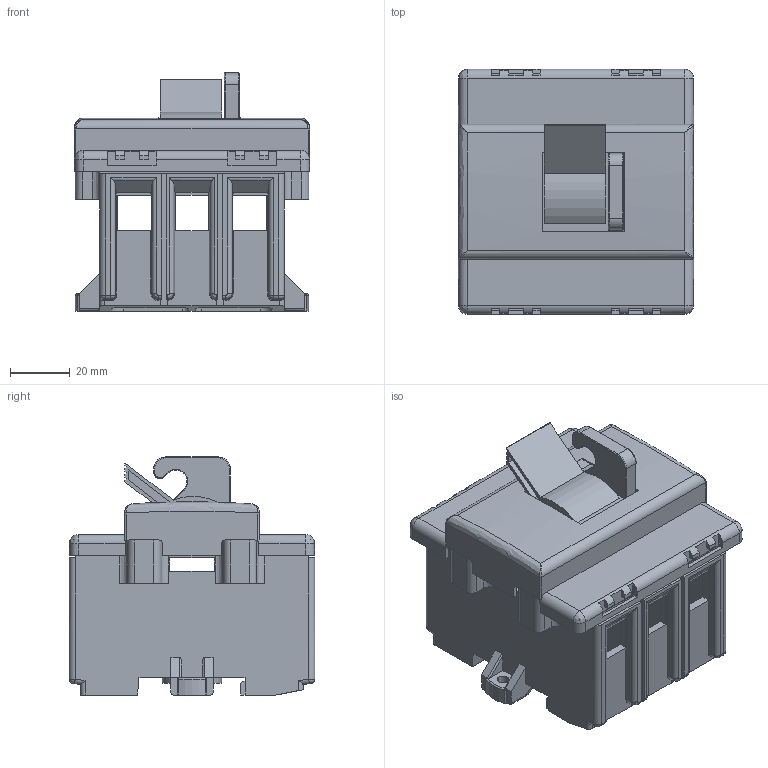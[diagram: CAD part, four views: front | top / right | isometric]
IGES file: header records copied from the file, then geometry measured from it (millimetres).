
Global section: file name: No Iges File Name specified; native system: AutoDesk Inventor R12.0; preprocessor: AutoDesk Inventor Iges Exporter R12.0; date: 20090123.133232; units: millimetre
Bounding box: 78.5 x 82 x 79.5 mm (x, y, z)
Volume: 150325.6 mm3; surface area: 69264.2 mm2
Topology: 1 solids, 1 shells, 714 faces, 2131 edges, 1413 vertices
Faces by surface type: plane 472, cylinder 121, bspline 58, revolution 49, cone 14
